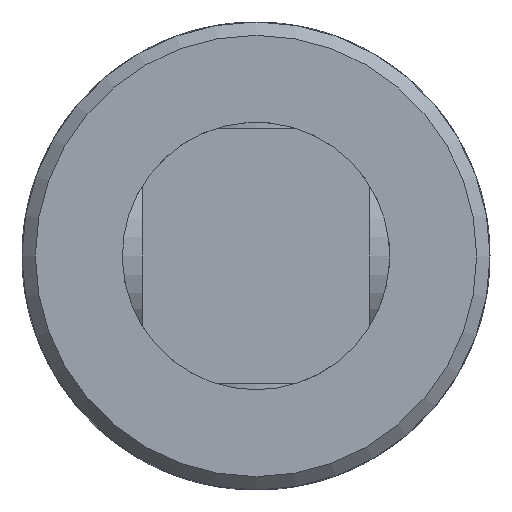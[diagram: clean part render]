
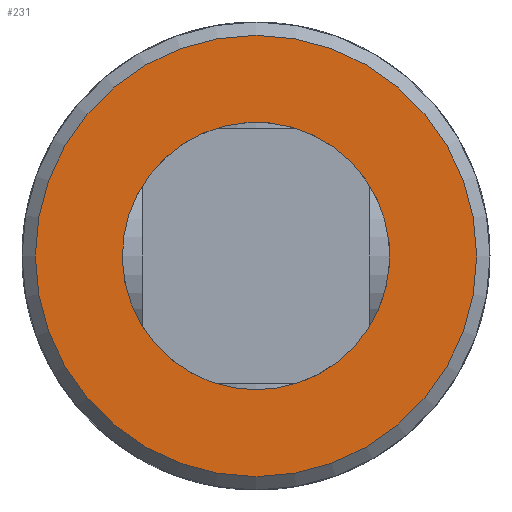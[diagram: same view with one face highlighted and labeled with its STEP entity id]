
A CAD part, left-side view. The second image highlights one B-rep face of the part: STEP entity #231.
In plain terms, the highlighted planar face has unit normal (-1, 0, 0).
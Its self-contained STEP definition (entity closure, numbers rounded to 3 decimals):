
#231 = ADVANCED_FACE( '', ( #468, #469 ), #470, .F. );
#468 = FACE_OUTER_BOUND( '', #748, .T. );
#469 = FACE_BOUND( '', #749, .T. );
#470 = PLANE( '', #750 );
#748 = EDGE_LOOP( '', ( #1111 ) );
#749 = EDGE_LOOP( '', ( #1112 ) );
#750 = AXIS2_PLACEMENT_3D( '', #1113, #1114, #1115 );
#1111 = ORIENTED_EDGE( '', *, *, #1605, .F. );
#1112 = ORIENTED_EDGE( '', *, *, #1606, .T. );
#1113 = CARTESIAN_POINT( '', ( 0., 0., 0. ) );
#1114 = DIRECTION( '', ( 1., 0., 0. ) );
#1115 = DIRECTION( '', ( 0., 0., -1. ) );
#1605 = EDGE_CURVE( '', #1887, #1887, #1888, .T. );
#1606 = EDGE_CURVE( '', #1889, #1889, #1890, .T. );
#1887 = VERTEX_POINT( '', #2784 );
#1888 = CIRCLE( '', #2785, 33. );
#1889 = VERTEX_POINT( '', #2786 );
#1890 = CIRCLE( '', #2787, 20. );
#2784 = CARTESIAN_POINT( '', ( 0., 0., -33. ) );
#2785 = AXIS2_PLACEMENT_3D( '', #3694, #3695, #3696 );
#2786 = CARTESIAN_POINT( '', ( 0., 0., -20. ) );
#2787 = AXIS2_PLACEMENT_3D( '', #3697, #3698, #3699 );
#3694 = CARTESIAN_POINT( '', ( 0., 0., 0. ) );
#3695 = DIRECTION( '', ( 1., 0., 0. ) );
#3696 = DIRECTION( '', ( 0., 0., -1. ) );
#3697 = CARTESIAN_POINT( '', ( 0., 0., 0. ) );
#3698 = DIRECTION( '', ( 1., 0., 0. ) );
#3699 = DIRECTION( '', ( 0., 0., -1. ) );
